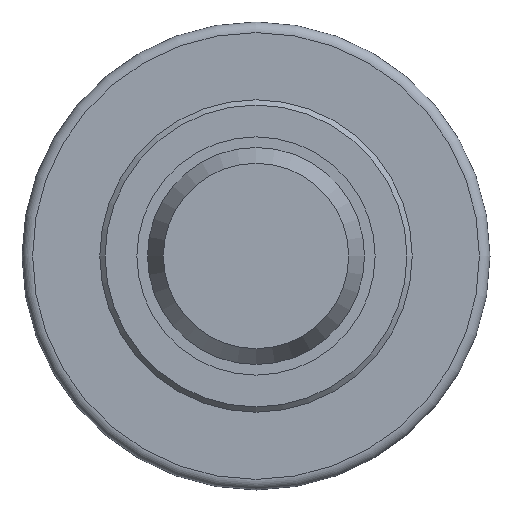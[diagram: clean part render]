
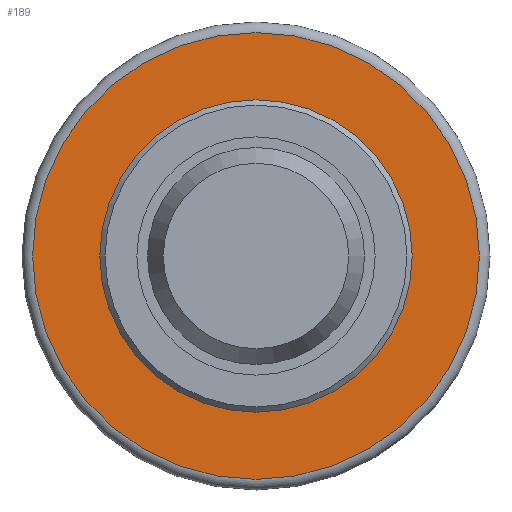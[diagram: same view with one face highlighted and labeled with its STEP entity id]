
A CAD part, left-side view. The second image highlights one B-rep face of the part: STEP entity #189.
In plain terms, the highlighted planar face has unit normal (-1, 0, 0).
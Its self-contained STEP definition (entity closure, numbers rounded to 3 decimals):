
#23=FACE_BOUND('',#60,.T.);
#28=PLANE('',#234);
#44=FACE_OUTER_BOUND('',#59,.T.);
#59=EDGE_LOOP('',(#172));
#60=EDGE_LOOP('',(#173));
#74=CIRCLE('',#207,29.5);
#88=CIRCLE('',#232,42.2);
#91=VERTEX_POINT('',#313);
#104=VERTEX_POINT('',#357);
#107=EDGE_CURVE('',#91,#91,#74,.T.);
#126=EDGE_CURVE('',#104,#104,#88,.T.);
#172=ORIENTED_EDGE('',*,*,#126,.T.);
#173=ORIENTED_EDGE('',*,*,#107,.F.);
#189=ADVANCED_FACE('',(#44,#23),#28,.T.);
#207=AXIS2_PLACEMENT_3D('',#315,#245,#246);
#232=AXIS2_PLACEMENT_3D('',#358,#300,#301);
#234=AXIS2_PLACEMENT_3D('',#360,#304,#305);
#245=DIRECTION('center_axis',(-1.,0.,0.));
#246=DIRECTION('ref_axis',(0.,0.,1.));
#300=DIRECTION('center_axis',(-1.,0.,0.));
#301=DIRECTION('ref_axis',(0.,0.,1.));
#304=DIRECTION('center_axis',(-1.,0.,0.));
#305=DIRECTION('ref_axis',(0.,0.,1.));
#313=CARTESIAN_POINT('',(-3.,29.5,0.));
#315=CARTESIAN_POINT('Origin',(-3.,0.,0.));
#357=CARTESIAN_POINT('',(-3.,0.,-42.2));
#358=CARTESIAN_POINT('Origin',(-3.,0.,0.));
#360=CARTESIAN_POINT('Origin',(-3.,-29.5,0.));
